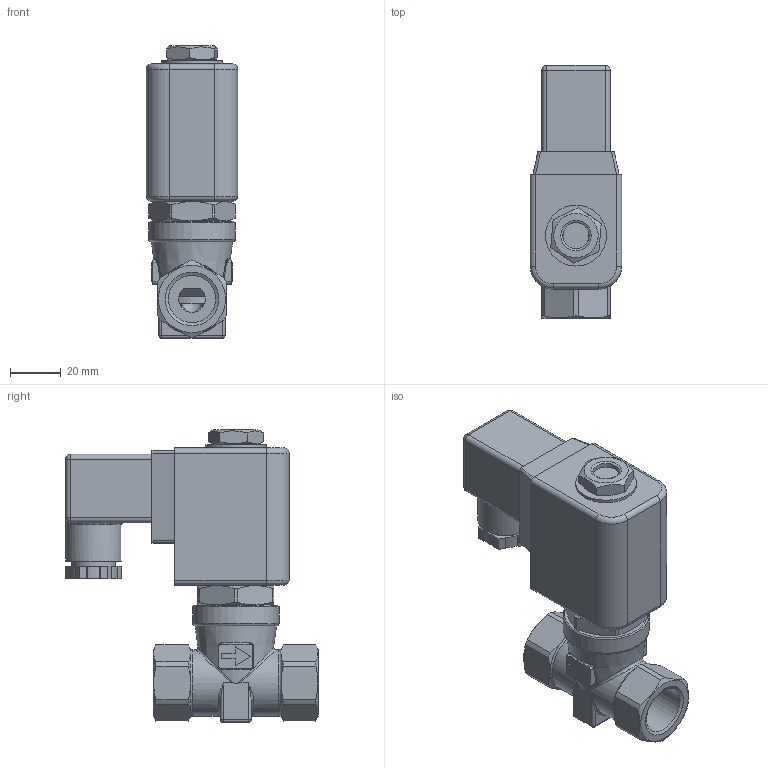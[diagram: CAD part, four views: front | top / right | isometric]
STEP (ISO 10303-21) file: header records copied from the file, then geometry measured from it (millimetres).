
FILE_DESCRIPTION(/* description */ ('3D-Modell'),/* implementation_level */ '2;1');
FILE_NAME(/* name */ '046.000911_3-215-23-0804-.702-F-HV.stp',/* time_stamp */ '2022-03-16T11:13:00+01:00',/* author */ ('CBeuthner'),/* organization */ (''),/* preprocessor_version */ 'ST-DEVELOPER v16.1',/* originating_system */ 'Autodesk Inventor 2016',/* authorisation */ '');
FILE_SCHEMA (('CONFIG_CONTROL_DESIGN'));
Length unit declared in the file: millimetre
Products named in the file (1): 88-005511
Bounding box: 36 x 99.5 x 115.2 mm (x, y, z)
Volume: 141308.7 mm3; surface area: 45999.9 mm2
Topology: 1 solids, 5 shells, 398 faces, 994 edges, 609 vertices
Faces by surface type: plane 190, cylinder 120, cone 29, bspline 27, torus 19, sphere 13
Full cylindrical faces by diameter (mm): 1.5 x3, 4.134 x2, 6.2 x1, 10.376 x1, 12 x1, 13 x1, 15 x2, 17 x1, 18.631 x2, 20 x1, 22 x2, 23.399 x1, 24 x1, 26 x3, 26.5 x1, 34 x1
Entity records: 13834 total; most frequent: CARTESIAN_POINT 4443, DIRECTION 1844, ORIENTED_EDGE 1824, EDGE_CURVE 912, AXIS2_PLACEMENT_3D 687, VERTEX_POINT 594, EDGE_LOOP 476, LINE 470
